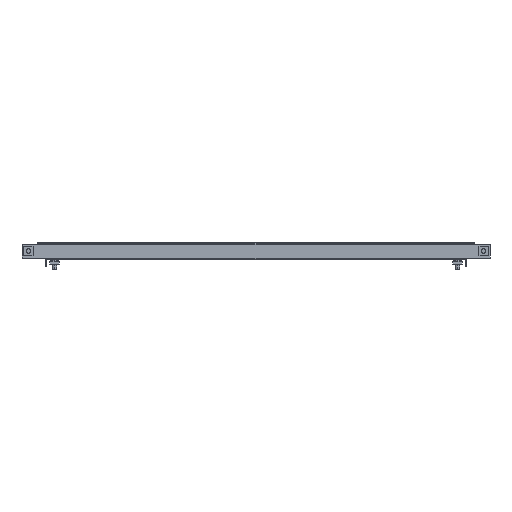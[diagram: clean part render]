
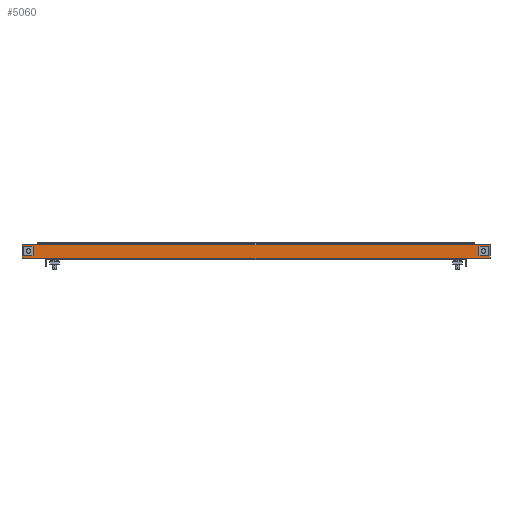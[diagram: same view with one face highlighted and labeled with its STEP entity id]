
A CAD part, left-side view. The second image highlights one B-rep face of the part: STEP entity #5060.
In plain terms, the highlighted face is planar.
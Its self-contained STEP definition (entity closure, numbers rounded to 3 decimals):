
#227 = LINE ( 'NONE', #1244, #3350 ) ;
#291 = CARTESIAN_POINT ( 'NONE',  ( 0., 6.25, -629.1 ) ) ;
#305 = ORIENTED_EDGE ( 'NONE', *, *, #3750, .T. ) ;
#319 = EDGE_CURVE ( 'NONE', #1729, #616, #6200, .T. ) ;
#327 = EDGE_CURVE ( 'NONE', #4599, #2871, #3730, .T. ) ;
#349 = DIRECTION ( 'NONE',  ( 0., 0., 1. ) ) ;
#365 = DIRECTION ( 'NONE',  ( 0., 1., 0. ) ) ;
#406 = ORIENTED_EDGE ( 'NONE', *, *, #4243, .T. ) ;
#528 = ORIENTED_EDGE ( 'NONE', *, *, #3237, .F. ) ;
#567 = CARTESIAN_POINT ( 'NONE',  ( 0., 15.75, -3.9 ) ) ;
#616 = VERTEX_POINT ( 'NONE', #6292 ) ;
#723 = ORIENTED_EDGE ( 'NONE', *, *, #3316, .T. ) ;
#765 = DIRECTION ( 'NONE',  ( 0., -1., 0. ) ) ;
#774 = DIRECTION ( 'NONE',  ( 0., 0., -1. ) ) ;
#785 = DIRECTION ( 'NONE',  ( 0., 0., -1. ) ) ;
#883 = CARTESIAN_POINT ( 'NONE',  ( 0., 0., 0. ) ) ;
#960 = EDGE_CURVE ( 'NONE', #2726, #5164, #227, .T. ) ;
#1096 = EDGE_CURVE ( 'NONE', #3356, #3994, #2271, .T. ) ;
#1122 = DIRECTION ( 'NONE',  ( -1., 0., 0. ) ) ;
#1240 = EDGE_CURVE ( 'NONE', #3216, #2302, #2429, .T. ) ;
#1244 = CARTESIAN_POINT ( 'NONE',  ( 0., 2.5, -633. ) ) ;
#1260 = ORIENTED_EDGE ( 'NONE', *, *, #1096, .T. ) ;
#1265 = CARTESIAN_POINT ( 'NONE',  ( 0., 15.75, -3.9 ) ) ;
#1386 = VERTEX_POINT ( 'NONE', #1627 ) ;
#1407 = AXIS2_PLACEMENT_3D ( 'NONE', #4461, #1122, #5468 ) ;
#1501 = ORIENTED_EDGE ( 'NONE', *, *, #319, .T. ) ;
#1608 = VECTOR ( 'NONE', #3271, 1000. ) ;
#1627 = CARTESIAN_POINT ( 'NONE',  ( 0., 6.25, -619.6 ) ) ;
#1729 = VERTEX_POINT ( 'NONE', #4632 ) ;
#1803 = ORIENTED_EDGE ( 'NONE', *, *, #2090, .T. ) ;
#1836 = LINE ( 'NONE', #5403, #2555 ) ;
#1848 = CARTESIAN_POINT ( 'NONE',  ( 0., 2.5, -612. ) ) ;
#1960 = FACE_BOUND ( 'NONE', #3196, .T. ) ;
#2014 = DIRECTION ( 'NONE',  ( 0., 0., 1. ) ) ;
#2090 = EDGE_CURVE ( 'NONE', #2302, #4599, #4370, .T. ) ;
#2096 = CARTESIAN_POINT ( 'NONE',  ( 0., 20.5, -598. ) ) ;
#2132 = CARTESIAN_POINT ( 'NONE',  ( 0., 2.5, -633. ) ) ;
#2187 = CARTESIAN_POINT ( 'NONE',  ( 0., 2.5, -633. ) ) ;
#2205 = DIRECTION ( 'NONE',  ( 0., 0., 1. ) ) ;
#2224 = LINE ( 'NONE', #3333, #1608 ) ;
#2259 = VECTOR ( 'NONE', #785, 1000. ) ;
#2262 = CARTESIAN_POINT ( 'NONE',  ( 0., 15.75, -629.1 ) ) ;
#2271 = LINE ( 'NONE', #5719, #4276 ) ;
#2294 = LINE ( 'NONE', #291, #2325 ) ;
#2302 = VERTEX_POINT ( 'NONE', #3056 ) ;
#2325 = VECTOR ( 'NONE', #3282, 1000. ) ;
#2429 = LINE ( 'NONE', #3965, #3018 ) ;
#2455 = VECTOR ( 'NONE', #4556, 1000. ) ;
#2463 = CARTESIAN_POINT ( 'NONE',  ( 0., 2.5, -21. ) ) ;
#2470 = CARTESIAN_POINT ( 'NONE',  ( 0., 0., -633. ) ) ;
#2555 = VECTOR ( 'NONE', #2895, 1000. ) ;
#2561 = ORIENTED_EDGE ( 'NONE', *, *, #4129, .F. ) ;
#2569 = FACE_OUTER_BOUND ( 'NONE', #4166, .T. ) ;
#2696 = VERTEX_POINT ( 'NONE', #4456 ) ;
#2726 = VERTEX_POINT ( 'NONE', #2463 ) ;
#2871 = VERTEX_POINT ( 'NONE', #4668 ) ;
#2890 = CARTESIAN_POINT ( 'NONE',  ( 0., 20.5, 0. ) ) ;
#2895 = DIRECTION ( 'NONE',  ( 0., 0., 1. ) ) ;
#2899 = CARTESIAN_POINT ( 'NONE',  ( 0., 15.75, -3.9 ) ) ;
#2912 = ORIENTED_EDGE ( 'NONE', *, *, #327, .T. ) ;
#3018 = VECTOR ( 'NONE', #2014, 1000. ) ;
#3056 = CARTESIAN_POINT ( 'NONE',  ( 0., 6.25, -3.9 ) ) ;
#3196 = EDGE_LOOP ( 'NONE', ( #1803, #2912, #4768, #3432 ) ) ;
#3216 = VERTEX_POINT ( 'NONE', #4508 ) ;
#3230 = CARTESIAN_POINT ( 'NONE',  ( 0., 15.75, -629.1 ) ) ;
#3237 = EDGE_CURVE ( 'NONE', #5278, #2696, #3567, .T. ) ;
#3271 = DIRECTION ( 'NONE',  ( 0., 0., 1. ) ) ;
#3282 = DIRECTION ( 'NONE',  ( 0., 0., 1. ) ) ;
#3287 = CARTESIAN_POINT ( 'NONE',  ( 0., 15.75, -619.6 ) ) ;
#3298 = ORIENTED_EDGE ( 'NONE', *, *, #4875, .F. ) ;
#3308 = VECTOR ( 'NONE', #5271, 1000. ) ;
#3316 = EDGE_CURVE ( 'NONE', #1386, #1729, #4708, .T. ) ;
#3329 = EDGE_CURVE ( 'NONE', #5278, #5164, #3349, .T. ) ;
#3333 = CARTESIAN_POINT ( 'NONE',  ( 0., 20.5, -633. ) ) ;
#3349 = LINE ( 'NONE', #883, #3308 ) ;
#3350 = VECTOR ( 'NONE', #2205, 1000. ) ;
#3356 = VERTEX_POINT ( 'NONE', #5851 ) ;
#3432 = ORIENTED_EDGE ( 'NONE', *, *, #1240, .T. ) ;
#3456 = DIRECTION ( 'NONE',  ( 0., 1., 0. ) ) ;
#3490 = FACE_BOUND ( 'NONE', #4964, .T. ) ;
#3567 = LINE ( 'NONE', #5364, #2259 ) ;
#3730 = LINE ( 'NONE', #1265, #4064 ) ;
#3749 = VERTEX_POINT ( 'NONE', #1848 ) ;
#3750 = EDGE_CURVE ( 'NONE', #5722, #1386, #2294, .T. ) ;
#3797 = DIRECTION ( 'NONE',  ( 0., 0., -1. ) ) ;
#3826 = ORIENTED_EDGE ( 'NONE', *, *, #960, .F. ) ;
#3942 = LINE ( 'NONE', #2470, #6270 ) ;
#3965 = CARTESIAN_POINT ( 'NONE',  ( 0., 6.25, -3.9 ) ) ;
#3994 = VERTEX_POINT ( 'NONE', #2096 ) ;
#4064 = VECTOR ( 'NONE', #774, 1000. ) ;
#4129 = EDGE_CURVE ( 'NONE', #3749, #2726, #4790, .T. ) ;
#4136 = EDGE_CURVE ( 'NONE', #3994, #2696, #2224, .T. ) ;
#4166 = EDGE_LOOP ( 'NONE', ( #3298, #4622, #1260, #4933, #528, #4212, #3826, #2561 ) ) ;
#4194 = VECTOR ( 'NONE', #765, 1000. ) ;
#4212 = ORIENTED_EDGE ( 'NONE', *, *, #3329, .T. ) ;
#4243 = EDGE_CURVE ( 'NONE', #616, #5722, #6193, .T. ) ;
#4276 = VECTOR ( 'NONE', #5235, 1000. ) ;
#4342 = DIRECTION ( 'NONE',  ( 0., 1., 0. ) ) ;
#4370 = LINE ( 'NONE', #2899, #6164 ) ;
#4456 = CARTESIAN_POINT ( 'NONE',  ( 0., 20.5, -35. ) ) ;
#4461 = CARTESIAN_POINT ( 'NONE',  ( 0., 0., 0. ) ) ;
#4508 = CARTESIAN_POINT ( 'NONE',  ( 0., 6.25, -13.4 ) ) ;
#4556 = DIRECTION ( 'NONE',  ( 0., -1., 0. ) ) ;
#4599 = VERTEX_POINT ( 'NONE', #567 ) ;
#4622 = ORIENTED_EDGE ( 'NONE', *, *, #6238, .T. ) ;
#4632 = CARTESIAN_POINT ( 'NONE',  ( 0., 15.75, -619.6 ) ) ;
#4668 = CARTESIAN_POINT ( 'NONE',  ( 0., 15.75, -13.4 ) ) ;
#4708 = LINE ( 'NONE', #3287, #6205 ) ;
#4716 = VECTOR ( 'NONE', #349, 1000. ) ;
#4715 = CARTESIAN_POINT ( 'NONE',  ( 0., 2.5, 0. ) ) ;
#4768 = ORIENTED_EDGE ( 'NONE', *, *, #4975, .T. ) ;
#4786 = VECTOR ( 'NONE', #3797, 1000. ) ;
#4790 = LINE ( 'NONE', #2187, #4716 ) ;
#4875 = EDGE_CURVE ( 'NONE', #5474, #3749, #1836, .T. ) ;
#4933 = ORIENTED_EDGE ( 'NONE', *, *, #4136, .T. ) ;
#4943 = LINE ( 'NONE', #5437, #2455 ) ;
#4964 = EDGE_LOOP ( 'NONE', ( #1501, #406, #305, #723 ) ) ;
#4975 = EDGE_CURVE ( 'NONE', #2871, #3216, #4943, .T. ) ;
#5060 = ADVANCED_FACE ( 'NONE', ( #1960, #3490, #2569 ), #5564, .F. ) ;
#5164 = VERTEX_POINT ( 'NONE', #4715 ) ;
#5235 = DIRECTION ( 'NONE',  ( 0., 0., 1. ) ) ;
#5271 = DIRECTION ( 'NONE',  ( 0., -1., 0. ) ) ;
#5278 = VERTEX_POINT ( 'NONE', #2890 ) ;
#5364 = CARTESIAN_POINT ( 'NONE',  ( 0., 20.5, 0. ) ) ;
#5385 = CARTESIAN_POINT ( 'NONE',  ( 0., 6.25, -629.1 ) ) ;
#5403 = CARTESIAN_POINT ( 'NONE',  ( 0., 2.5, -633. ) ) ;
#5437 = CARTESIAN_POINT ( 'NONE',  ( 0., 15.75, -13.4 ) ) ;
#5468 = DIRECTION ( 'NONE',  ( 0., 0., 1. ) ) ;
#5474 = VERTEX_POINT ( 'NONE', #2132 ) ;
#5564 = PLANE ( 'NONE',  #1407 ) ;
#5719 = CARTESIAN_POINT ( 'NONE',  ( 0., 20.5, -633. ) ) ;
#5722 = VERTEX_POINT ( 'NONE', #5385 ) ;
#5851 = CARTESIAN_POINT ( 'NONE',  ( 0., 20.5, -633. ) ) ;
#6164 = VECTOR ( 'NONE', #4342, 1000. ) ;
#6193 = LINE ( 'NONE', #3230, #4194 ) ;
#6200 = LINE ( 'NONE', #2262, #4786 ) ;
#6205 = VECTOR ( 'NONE', #365, 1000. ) ;
#6238 = EDGE_CURVE ( 'NONE', #5474, #3356, #3942, .T. ) ;
#6270 = VECTOR ( 'NONE', #3456, 1000. ) ;
#6292 = CARTESIAN_POINT ( 'NONE',  ( 0., 15.75, -629.1 ) ) ;
